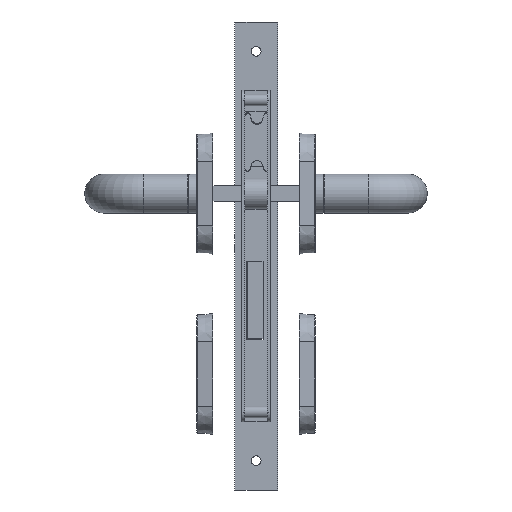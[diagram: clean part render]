
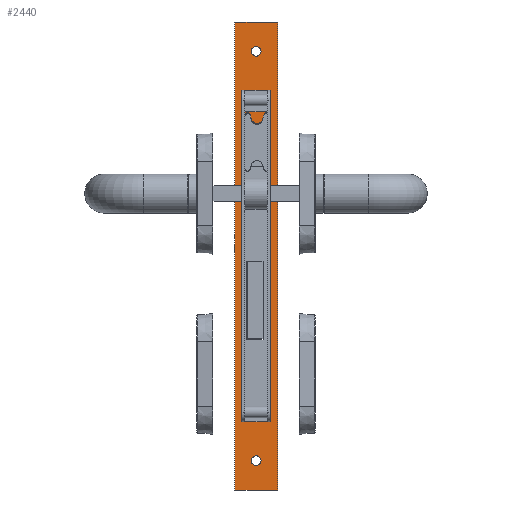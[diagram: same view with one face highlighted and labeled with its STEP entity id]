
A CAD part, left-side view. The second image highlights one B-rep face of the part: STEP entity #2440.
In plain terms, the highlighted face is planar.
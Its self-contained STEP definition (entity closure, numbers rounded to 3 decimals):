
#532=CARTESIAN_POINT('',(31.0,7.4,0.));
#533=VERTEX_POINT('',#532);
#542=CARTESIAN_POINT('',(31.,-7.2,0.));
#543=VERTEX_POINT('',#542);
#544=CARTESIAN_POINT('',(31.,-7.2,0.));
#545=DIRECTION('',(0.0,1.0,0.0));
#546=VECTOR('',#545,14.6);
#547=LINE('',#544,#546);
#548=EDGE_CURVE('',#543,#533,#547,.T.);
#644=CARTESIAN_POINT('',(59.0,-7.2,0.));
#645=VERTEX_POINT('',#644);
#652=CARTESIAN_POINT('',(59.0,-7.,0.));
#653=VERTEX_POINT('',#652);
#654=CARTESIAN_POINT('',(59.0,-7.2,0.));
#655=DIRECTION('',(0.0,1.0,0.0));
#656=VECTOR('',#655,0.2);
#657=LINE('',#654,#656);
#658=EDGE_CURVE('',#645,#653,#657,.T.);
#744=CARTESIAN_POINT('',(59.,7.4,0.));
#745=VERTEX_POINT('',#744);
#769=CARTESIAN_POINT('',(59.0,6.,0.));
#770=VERTEX_POINT('',#769);
#777=CARTESIAN_POINT('',(59.,6.,0.));
#778=DIRECTION('',(0.0,1.0,0.0));
#779=VECTOR('',#778,1.4);
#780=LINE('',#777,#779);
#781=EDGE_CURVE('',#770,#745,#780,.T.);
#1648=CARTESIAN_POINT('',(33.,6.,0.));
#1649=VERTEX_POINT('',#1648);
#1656=CARTESIAN_POINT('',(33.,6.,0.));
#1657=DIRECTION('',(1.0,0.0,0.0));
#1658=VECTOR('',#1657,26.);
#1659=LINE('',#1656,#1658);
#1660=EDGE_CURVE('',#1649,#770,#1659,.T.);
#1670=CARTESIAN_POINT('',(32.568,3.064,0.));
#1671=VERTEX_POINT('',#1670);
#1672=CARTESIAN_POINT('',(33.,4.5,0.0));
#1673=DIRECTION('',(0.0,0.0,-1.0));
#1674=DIRECTION('',(0.0,1.0,0.0));
#1675=AXIS2_PLACEMENT_3D('',#1672,#1673,#1674);
#1676=CIRCLE('',#1675,1.5);
#1677=EDGE_CURVE('',#1671,#1649,#1676,.T.);
#1703=CARTESIAN_POINT('',(34.864,2.373,0.));
#1704=VERTEX_POINT('',#1703);
#1705=CARTESIAN_POINT('',(34.864,2.373,0.));
#1706=DIRECTION('',(-0.958,0.288,0.));
#1707=VECTOR('',#1706,2.398);
#1708=LINE('',#1705,#1707);
#1709=EDGE_CURVE('',#1704,#1671,#1708,.T.);
#1734=CARTESIAN_POINT('',(34.864,-3.373,0.));
#1735=VERTEX_POINT('',#1734);
#1736=CARTESIAN_POINT('',(34.,-0.5,0.0));
#1737=DIRECTION('',(0.0,0.0,1.));
#1738=DIRECTION('',(-0.288,0.958,0.0));
#1739=AXIS2_PLACEMENT_3D('',#1736,#1737,#1738);
#1740=CIRCLE('',#1739,3.0);
#1741=EDGE_CURVE('',#1735,#1704,#1740,.T.);
#1767=CARTESIAN_POINT('',(32.568,-4.064,0.));
#1768=VERTEX_POINT('',#1767);
#1769=CARTESIAN_POINT('',(32.568,-4.064,0.));
#1770=DIRECTION('',(0.958,0.288,0.));
#1771=VECTOR('',#1770,2.398);
#1772=LINE('',#1769,#1771);
#1773=EDGE_CURVE('',#1768,#1735,#1772,.T.);
#1798=CARTESIAN_POINT('',(33.,-7.,0.0));
#1799=VERTEX_POINT('',#1798);
#1800=CARTESIAN_POINT('',(33.,-5.5,0.0));
#1801=DIRECTION('',(0.0,0.0,-1.));
#1802=DIRECTION('',(-0.288,0.958,0.0));
#1803=AXIS2_PLACEMENT_3D('',#1800,#1801,#1802);
#1804=CIRCLE('',#1803,1.5);
#1805=EDGE_CURVE('',#1799,#1768,#1804,.T.);
#1831=CARTESIAN_POINT('',(59.,-7.,0.));
#1832=DIRECTION('',(-1.0,0.0,0.0));
#1833=VECTOR('',#1832,26.);
#1834=LINE('',#1831,#1833);
#1835=EDGE_CURVE('',#653,#1799,#1834,.T.);
#1873=CARTESIAN_POINT('',(20.,-7.2,0.0));
#1874=VERTEX_POINT('',#1873);
#1875=CARTESIAN_POINT('',(20.0,-7.2,0.0));
#1876=DIRECTION('',(1.0,0.0,0.0));
#1877=VECTOR('',#1876,11.);
#1878=LINE('',#1875,#1877);
#1879=EDGE_CURVE('',#1874,#543,#1878,.T.);
#1890=CARTESIAN_POINT('',(190.0,-7.2,0.0));
#1891=VERTEX_POINT('',#1890);
#1898=CARTESIAN_POINT('',(59.0,-7.2,0.0));
#1899=DIRECTION('',(1.0,0.0,0.0));
#1900=VECTOR('',#1899,131.0);
#1901=LINE('',#1898,#1900);
#1902=EDGE_CURVE('',#645,#1891,#1901,.T.);
#1927=CARTESIAN_POINT('',(190.0,7.4,0.));
#1928=VERTEX_POINT('',#1927);
#1929=CARTESIAN_POINT('',(190.0,7.4,0.0));
#1930=DIRECTION('',(-1.0,0.0,0.0));
#1931=VECTOR('',#1930,131.0);
#1932=LINE('',#1929,#1931);
#1933=EDGE_CURVE('',#1928,#745,#1932,.T.);
#1944=CARTESIAN_POINT('',(20.,7.4,0.));
#1945=VERTEX_POINT('',#1944);
#1952=CARTESIAN_POINT('',(31.0,7.4,0.0));
#1953=DIRECTION('',(-1.0,0.0,0.0));
#1954=VECTOR('',#1953,11.0);
#1955=LINE('',#1952,#1954);
#1956=EDGE_CURVE('',#533,#1945,#1955,.T.);
#1986=CARTESIAN_POINT('',(20.,7.4,0.0));
#1987=DIRECTION('',(0.0,-1.0,0.0));
#1988=VECTOR('',#1987,14.6);
#1989=LINE('',#1986,#1988);
#1990=EDGE_CURVE('',#1945,#1874,#1989,.T.);
#2007=CARTESIAN_POINT('',(190.0,-7.2,0.0));
#2008=DIRECTION('',(0.0,1.0,0.0));
#2009=VECTOR('',#2008,14.6);
#2010=LINE('',#2007,#2009);
#2011=EDGE_CURVE('',#1891,#1928,#2010,.T.);
#2092=CARTESIAN_POINT('',(207.5,0.,0.0));
#2093=VERTEX_POINT('',#2092);
#2094=CARTESIAN_POINT('',(210.0,0.,0.0));
#2095=DIRECTION('',(0.0,0.0,1.0));
#2096=DIRECTION('',(1.0,0.0,0.0));
#2097=AXIS2_PLACEMENT_3D('',#2094,#2095,#2096);
#2098=CIRCLE('',#2097,2.5);
#2099=EDGE_CURVE('',#2093,#2093,#2098,.T.);
#2264=CARTESIAN_POINT('',(-2.5,0.,0.0));
#2265=VERTEX_POINT('',#2264);
#2266=CARTESIAN_POINT('',(0.0,0.,0.0));
#2267=DIRECTION('',(0.0,0.0,1.0));
#2268=DIRECTION('',(1.0,0.0,0.0));
#2269=AXIS2_PLACEMENT_3D('',#2266,#2267,#2268);
#2270=CIRCLE('',#2269,2.5);
#2271=EDGE_CURVE('',#2265,#2265,#2270,.T.);
#2294=CARTESIAN_POINT('',(-15.,11.,0.0));
#2295=VERTEX_POINT('',#2294);
#2302=CARTESIAN_POINT('',(-15.,-11.,0.0));
#2303=VERTEX_POINT('',#2302);
#2304=CARTESIAN_POINT('',(-15.,11.,0.0));
#2305=DIRECTION('',(0.0,-1.0,0.0));
#2306=VECTOR('',#2305,22.);
#2307=LINE('',#2304,#2306);
#2308=EDGE_CURVE('',#2295,#2303,#2307,.T.);
#2332=CARTESIAN_POINT('',(225.0,11.,0.0));
#2333=VERTEX_POINT('',#2332);
#2340=CARTESIAN_POINT('',(225.0,11.,0.0));
#2341=DIRECTION('',(-1.0,0.0,0.0));
#2342=VECTOR('',#2341,240.0);
#2343=LINE('',#2340,#2342);
#2344=EDGE_CURVE('',#2333,#2295,#2343,.T.);
#2363=CARTESIAN_POINT('',(225.0,-11.,0.0));
#2364=VERTEX_POINT('',#2363);
#2371=CARTESIAN_POINT('',(225.0,-11.,0.0));
#2372=DIRECTION('',(0.0,1.0,0.0));
#2373=VECTOR('',#2372,22.);
#2374=LINE('',#2371,#2373);
#2375=EDGE_CURVE('',#2364,#2333,#2374,.T.);
#2393=CARTESIAN_POINT('',(-15.,-11.,0.0));
#2394=DIRECTION('',(1.0,0.0,0.0));
#2395=VECTOR('',#2394,240.0);
#2396=LINE('',#2393,#2395);
#2397=EDGE_CURVE('',#2303,#2364,#2396,.T.);
#2403=CARTESIAN_POINT('',(105.0,0.,0.0));
#2404=DIRECTION('',(0.0,0.0,1.0));
#2405=DIRECTION('',(1.0,0.0,0.0));
#2406=AXIS2_PLACEMENT_3D('',#2403,#2404,#2405);
#2407=PLANE('',#2406);
#2408=ORIENTED_EDGE('',*,*,#2344,.F.);
#2409=ORIENTED_EDGE('',*,*,#2375,.F.);
#2410=ORIENTED_EDGE('',*,*,#2397,.F.);
#2411=ORIENTED_EDGE('',*,*,#2308,.F.);
#2412=EDGE_LOOP('',(#2408,#2409,#2410,#2411));
#2413=FACE_OUTER_BOUND('',#2412,.T.);
#2414=ORIENTED_EDGE('',*,*,#1902,.T.);
#2415=ORIENTED_EDGE('',*,*,#2011,.T.);
#2416=ORIENTED_EDGE('',*,*,#1933,.T.);
#2417=ORIENTED_EDGE('',*,*,#781,.F.);
#2418=ORIENTED_EDGE('',*,*,#1660,.F.);
#2419=ORIENTED_EDGE('',*,*,#1677,.F.);
#2420=ORIENTED_EDGE('',*,*,#1709,.F.);
#2421=ORIENTED_EDGE('',*,*,#1741,.F.);
#2422=ORIENTED_EDGE('',*,*,#1773,.F.);
#2423=ORIENTED_EDGE('',*,*,#1805,.F.);
#2424=ORIENTED_EDGE('',*,*,#1835,.F.);
#2425=ORIENTED_EDGE('',*,*,#658,.F.);
#2426=EDGE_LOOP('',(#2414,#2415,#2416,#2417,#2418,#2419,#2420,#2421,#2422,#2423,#2424,#2425));
#2427=FACE_BOUND('',#2426,.T.);
#2428=ORIENTED_EDGE('',*,*,#548,.T.);
#2429=ORIENTED_EDGE('',*,*,#1956,.T.);
#2430=ORIENTED_EDGE('',*,*,#1990,.T.);
#2431=ORIENTED_EDGE('',*,*,#1879,.T.);
#2432=EDGE_LOOP('',(#2428,#2429,#2430,#2431));
#2433=FACE_BOUND('',#2432,.T.);
#2434=ORIENTED_EDGE('',*,*,#2099,.T.);
#2435=EDGE_LOOP('',(#2434));
#2436=FACE_BOUND('',#2435,.T.);
#2437=ORIENTED_EDGE('',*,*,#2271,.T.);
#2438=EDGE_LOOP('',(#2437));
#2439=FACE_BOUND('',#2438,.T.);
#2440=ADVANCED_FACE('',(#2413,#2427,#2433,#2436,#2439),#2407,.F.);
